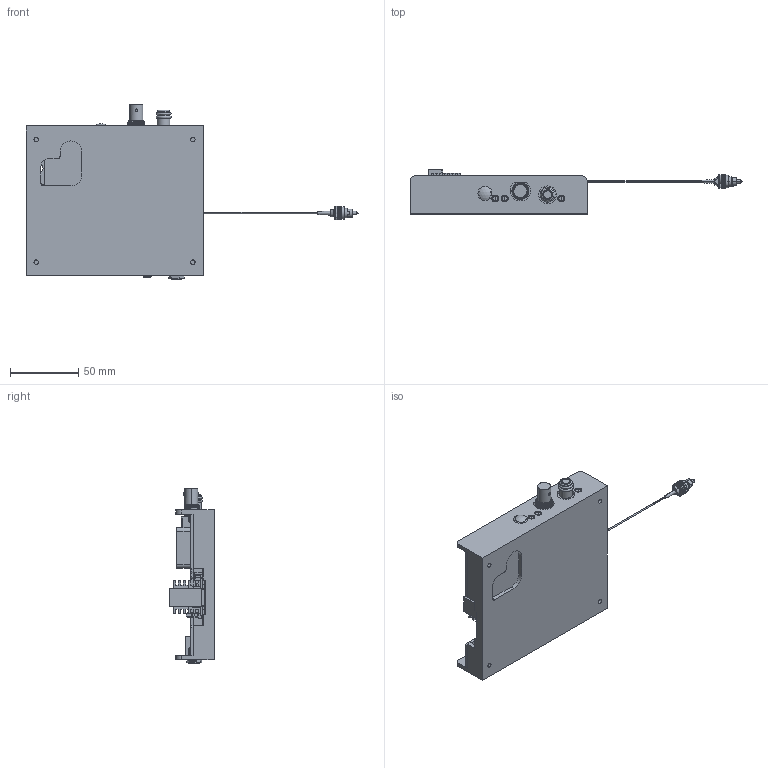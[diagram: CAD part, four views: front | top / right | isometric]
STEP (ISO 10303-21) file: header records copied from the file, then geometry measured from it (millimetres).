
FILE_DESCRIPTION (( 'STEP AP203' ), '1' );
FILE_NAME ('CCS_v3-Herisson.STEP', '2023-08-09T13:29:32', ( '' ), ( '' ), 'SwSTEP 2.0', 'SolidWorks 2021', '' );
FILE_SCHEMA (( 'CONFIG_CONTROL_DESIGN' ));
Length unit declared in the file: millimetre
Products named in the file (1): CCS_v3-Herisson
Bounding box: 243.7 x 32.5 x 128.47 mm (x, y, z)
Surface area: 97707.2 mm2 (no closed solid volume)
Topology: 0 solids, 123 shells, 943 faces, 3369 edges, 2479 vertices
Faces by surface type: plane 660, cylinder 176, bspline 64, cone 21, sphere 14, torus 8
Full cylindrical faces by diameter (mm): 1.5 x4, 1.6 x2, 2.05 x5, 2.5 x2, 2.9 x2, 3.2 x4, 3.3 x4, 5 x3, 5.7 x9, 6 x1, 6.7 x1, 7 x3, 7.9 x1, 8 x2, 9.3 x3, 11 x1, 13 x1, 24 x1, 26 x1
Entity records: 45234 total; most frequent: CARTESIAN_POINT 17816, ORIENTED_EDGE 5193, DIRECTION 5096, EDGE_CURVE 3290, VERTEX_POINT 2462, VECTOR 2266, LINE 2266, AXIS2_PLACEMENT_3D 1415
